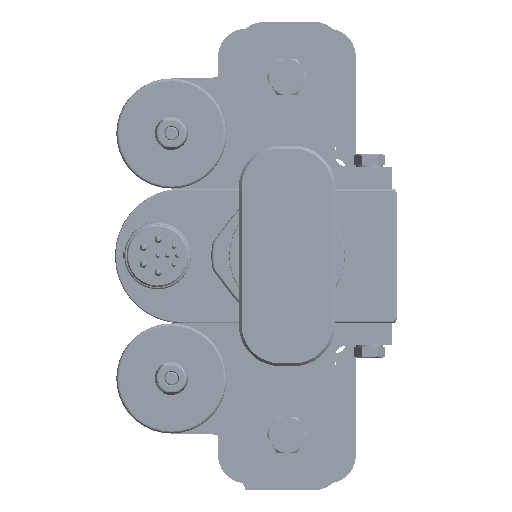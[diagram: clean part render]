
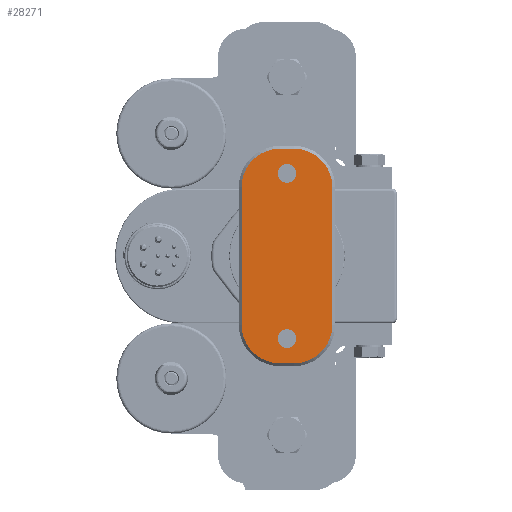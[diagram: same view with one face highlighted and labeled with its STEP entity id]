
A CAD part, left-side view. The second image highlights one B-rep face of the part: STEP entity #28271.
In plain terms, the highlighted face is planar.
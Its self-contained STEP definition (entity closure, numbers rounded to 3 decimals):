
#995 = CARTESIAN_POINT ( 'NONE',  ( 25., 2.5, 15. ) ) ;
#1057 = CIRCLE ( 'NONE', #44427, 14. ) ;
#1679 = VERTEX_POINT ( 'NONE', #24315 ) ;
#1857 = CARTESIAN_POINT ( 'NONE',  ( -25., 16.5, 15. ) ) ;
#2315 = DIRECTION ( 'NONE',  ( 1., 0., 0. ) ) ;
#5783 = VECTOR ( 'NONE', #58710, 1000. ) ;
#7449 = CARTESIAN_POINT ( 'NONE',  ( 39., 2.5, 15. ) ) ;
#8777 = LINE ( 'NONE', #39906, #5783 ) ;
#8814 = CARTESIAN_POINT ( 'NONE',  ( -25., -16.5, 15. ) ) ;
#9453 = DIRECTION ( 'NONE',  ( 0., 0., 1. ) ) ;
#12568 = AXIS2_PLACEMENT_3D ( 'NONE', #29546, #14629, #23945 ) ;
#12586 = ORIENTED_EDGE ( 'NONE', *, *, #49651, .T. ) ;
#13116 = EDGE_CURVE ( 'NONE', #53843, #30567, #49250, .T. ) ;
#13295 = EDGE_CURVE ( 'NONE', #35279, #53843, #16803, .T. ) ;
#13311 = CARTESIAN_POINT ( 'NONE',  ( 25., -16.5, 15. ) ) ;
#13990 = PLANE ( 'NONE',  #12568 ) ;
#14629 = DIRECTION ( 'NONE',  ( 0., 0., 1. ) ) ;
#15141 = VERTEX_POINT ( 'NONE', #25418 ) ;
#15260 = DIRECTION ( 'NONE',  ( 0., 0., 1. ) ) ;
#15520 = EDGE_CURVE ( 'NONE', #1679, #56237, #42854, .T. ) ;
#15654 = LINE ( 'NONE', #49393, #42336 ) ;
#16803 = CIRCLE ( 'NONE', #40118, 14. ) ;
#18606 = CIRCLE ( 'NONE', #54550, 3.4 ) ;
#19622 = ORIENTED_EDGE ( 'NONE', *, *, #50164, .T. ) ;
#19673 = EDGE_CURVE ( 'NONE', #15141, #15141, #18606, .T. ) ;
#20454 = EDGE_LOOP ( 'NONE', ( #29095, #38981, #51611, #25676, #40731, #12586, #19622, #36985 ) ) ;
#20931 = EDGE_CURVE ( 'NONE', #31642, #1679, #39585, .T. ) ;
#21263 = CIRCLE ( 'NONE', #60267, 14. ) ;
#23945 = DIRECTION ( 'NONE',  ( 1., 0., 0. ) ) ;
#24069 = CARTESIAN_POINT ( 'NONE',  ( -30., 0., 15. ) ) ;
#24315 = CARTESIAN_POINT ( 'NONE',  ( 39., -2.5, 15. ) ) ;
#24928 = FACE_BOUND ( 'NONE', #43973, .T. ) ;
#25418 = CARTESIAN_POINT ( 'NONE',  ( 33.4, 0., 15. ) ) ;
#25676 = ORIENTED_EDGE ( 'NONE', *, *, #13295, .T. ) ;
#26034 = CARTESIAN_POINT ( 'NONE',  ( -26.6, 0., 15. ) ) ;
#26425 = CARTESIAN_POINT ( 'NONE',  ( 30., 0., 15. ) ) ;
#27802 = DIRECTION ( 'NONE',  ( 0., 0., 1. ) ) ;
#28271 = ADVANCED_FACE ( 'NONE', ( #63890, #24928, #39820 ), #13990, .T. ) ;
#29095 = ORIENTED_EDGE ( 'NONE', *, *, #15520, .T. ) ;
#29546 = CARTESIAN_POINT ( 'NONE',  ( 0., 0., 15. ) ) ;
#29685 = DIRECTION ( 'NONE',  ( 1., 0., 0. ) ) ;
#30567 = VERTEX_POINT ( 'NONE', #31764 ) ;
#31008 = VERTEX_POINT ( 'NONE', #26034 ) ;
#31141 = DIRECTION ( 'NONE',  ( 1., 0., 0. ) ) ;
#31183 = CARTESIAN_POINT ( 'NONE',  ( 25., 16.5, 15. ) ) ;
#31642 = VERTEX_POINT ( 'NONE', #13311 ) ;
#31764 = CARTESIAN_POINT ( 'NONE',  ( -39., -2.5, 15. ) ) ;
#33103 = CARTESIAN_POINT ( 'NONE',  ( -25., 2.5, 15. ) ) ;
#35088 = EDGE_CURVE ( 'NONE', #56237, #36794, #21263, .T. ) ;
#35279 = VERTEX_POINT ( 'NONE', #1857 ) ;
#35650 = CARTESIAN_POINT ( 'NONE',  ( -39., 2.5, 15. ) ) ;
#35857 = VECTOR ( 'NONE', #59152, 1000. ) ;
#36739 = DIRECTION ( 'NONE',  ( 0., 0., 1. ) ) ;
#36794 = VERTEX_POINT ( 'NONE', #31183 ) ;
#36985 = ORIENTED_EDGE ( 'NONE', *, *, #20931, .T. ) ;
#37853 = DIRECTION ( 'NONE',  ( 0., 1., 0. ) ) ;
#38981 = ORIENTED_EDGE ( 'NONE', *, *, #35088, .T. ) ;
#39332 = EDGE_CURVE ( 'NONE', #31008, #31008, #48260, .T. ) ;
#39585 = CIRCLE ( 'NONE', #60669, 14. ) ;
#39820 = FACE_BOUND ( 'NONE', #41299, .T. ) ;
#39906 = CARTESIAN_POINT ( 'NONE',  ( -25., 16.5, 15. ) ) ;
#40118 = AXIS2_PLACEMENT_3D ( 'NONE', #33103, #27802, #53548 ) ;
#40731 = ORIENTED_EDGE ( 'NONE', *, *, #13116, .T. ) ;
#41299 = EDGE_LOOP ( 'NONE', ( #62490 ) ) ;
#42336 = VECTOR ( 'NONE', #59628, 1000. ) ;
#42854 = LINE ( 'NONE', #63575, #58081 ) ;
#43656 = VERTEX_POINT ( 'NONE', #8814 ) ;
#43973 = EDGE_LOOP ( 'NONE', ( #61244 ) ) ;
#44427 = AXIS2_PLACEMENT_3D ( 'NONE', #58483, #47945, #2315 ) ;
#46197 = AXIS2_PLACEMENT_3D ( 'NONE', #24069, #9453, #29685 ) ;
#46911 = DIRECTION ( 'NONE',  ( 0., 0., 1. ) ) ;
#47945 = DIRECTION ( 'NONE',  ( 0., 0., 1. ) ) ;
#48260 = CIRCLE ( 'NONE', #46197, 3.4 ) ;
#49250 = LINE ( 'NONE', #58496, #35857 ) ;
#49393 = CARTESIAN_POINT ( 'NONE',  ( 25., -16.5, 15. ) ) ;
#49651 = EDGE_CURVE ( 'NONE', #30567, #43656, #1057, .T. ) ;
#50164 = EDGE_CURVE ( 'NONE', #43656, #31642, #15654, .T. ) ;
#50957 = CARTESIAN_POINT ( 'NONE',  ( 25., -2.5, 15. ) ) ;
#51611 = ORIENTED_EDGE ( 'NONE', *, *, #54266, .T. ) ;
#52181 = DIRECTION ( 'NONE',  ( 1., 0., 0. ) ) ;
#52225 = DIRECTION ( 'NONE',  ( 1., 0., 0. ) ) ;
#53548 = DIRECTION ( 'NONE',  ( 1., 0., 0. ) ) ;
#53843 = VERTEX_POINT ( 'NONE', #35650 ) ;
#54266 = EDGE_CURVE ( 'NONE', #36794, #35279, #8777, .T. ) ;
#54550 = AXIS2_PLACEMENT_3D ( 'NONE', #26425, #46911, #52181 ) ;
#56237 = VERTEX_POINT ( 'NONE', #7449 ) ;
#58081 = VECTOR ( 'NONE', #37853, 1000. ) ;
#58483 = CARTESIAN_POINT ( 'NONE',  ( -25., -2.5, 15. ) ) ;
#58496 = CARTESIAN_POINT ( 'NONE',  ( -39., 0., 15. ) ) ;
#58710 = DIRECTION ( 'NONE',  ( -1., 0., 0. ) ) ;
#59152 = DIRECTION ( 'NONE',  ( 0., -1., 0. ) ) ;
#59628 = DIRECTION ( 'NONE',  ( 1., 0., 0. ) ) ;
#60267 = AXIS2_PLACEMENT_3D ( 'NONE', #995, #36739, #52225 ) ;
#60669 = AXIS2_PLACEMENT_3D ( 'NONE', #50957, #15260, #31141 ) ;
#61244 = ORIENTED_EDGE ( 'NONE', *, *, #19673, .F. ) ;
#62490 = ORIENTED_EDGE ( 'NONE', *, *, #39332, .F. ) ;
#63575 = CARTESIAN_POINT ( 'NONE',  ( 39., 0., 15. ) ) ;
#63890 = FACE_OUTER_BOUND ( 'NONE', #20454, .T. ) ;
